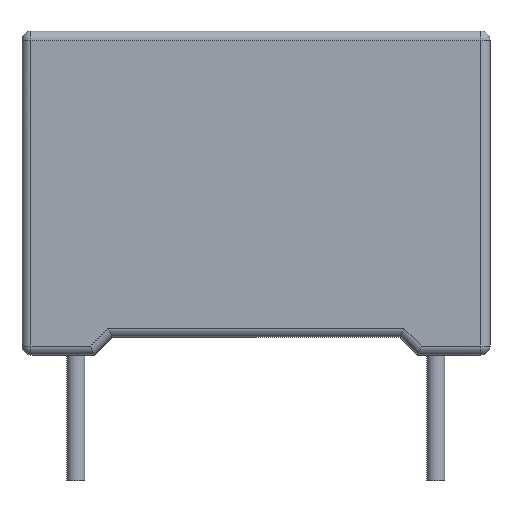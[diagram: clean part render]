
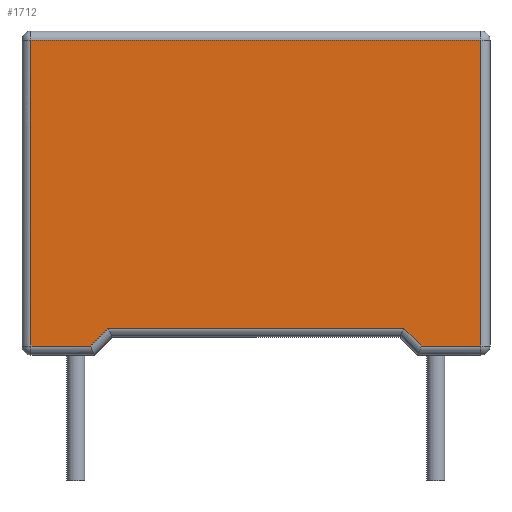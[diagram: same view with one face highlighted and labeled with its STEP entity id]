
A CAD part, front view. The second image highlights one B-rep face of the part: STEP entity #1712.
In plain terms, the highlighted planar face has unit normal (0, -1, 0).
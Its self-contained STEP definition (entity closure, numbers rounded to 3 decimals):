
#477 = EDGE_CURVE ( 'NONE', #4937, #4787, #694, .T. ) ;
#544 = DIRECTION ( 'NONE',  ( 0.7, 0., 0.714 ) ) ;
#694 = LINE ( 'NONE', #6956, #7717 ) ;
#827 = EDGE_CURVE ( 'NONE', #7311, #6354, #1816, .T. ) ;
#1001 = VECTOR ( 'NONE', #9418, 1000. ) ;
#1164 = EDGE_LOOP ( 'NONE', ( #6516, #8897, #5943, #4085, #7764, #4875, #8315, #8797 ) ) ;
#1198 = LINE ( 'NONE', #4414, #4841 ) ;
#1299 = PLANE ( 'NONE',  #4494 ) ;
#1348 = DIRECTION ( 'NONE',  ( 0., 0., 1. ) ) ;
#1394 = CARTESIAN_POINT ( 'NONE',  ( 0., 0., 0. ) ) ;
#1688 = CARTESIAN_POINT ( 'NONE',  ( 6.25, 0., -4.25 ) ) ;
#1712 = ADVANCED_FACE ( 'NONE', ( #2876 ), #1299, .F. ) ;
#1816 = LINE ( 'NONE', #6402, #1001 ) ;
#1830 = VERTEX_POINT ( 'NONE', #1688 ) ;
#2046 = CARTESIAN_POINT ( 'NONE',  ( 4.595, 0., -4.25 ) ) ;
#2101 = DIRECTION ( 'NONE',  ( 0., 1., 0. ) ) ;
#2166 = LINE ( 'NONE', #5291, #7627 ) ;
#2587 = CARTESIAN_POINT ( 'NONE',  ( 4.105, 0., -3.75 ) ) ;
#2876 = FACE_OUTER_BOUND ( 'NONE', #1164, .T. ) ;
#3046 = VECTOR ( 'NONE', #9569, 1000. ) ;
#3169 = CARTESIAN_POINT ( 'NONE',  ( 6.25, 0., 4.25 ) ) ;
#3442 = DIRECTION ( 'NONE',  ( 1., 0., 0. ) ) ;
#3785 = DIRECTION ( 'NONE',  ( 1., 0., 0. ) ) ;
#3906 = CARTESIAN_POINT ( 'NONE',  ( -6.25, 0., 4.25 ) ) ;
#4006 = CARTESIAN_POINT ( 'NONE',  ( -6.25, 0., -4.25 ) ) ;
#4085 = ORIENTED_EDGE ( 'NONE', *, *, #477, .T. ) ;
#4414 = CARTESIAN_POINT ( 'NONE',  ( 0., 0., -4.25 ) ) ;
#4494 = AXIS2_PLACEMENT_3D ( 'NONE', #1394, #2101, #1348 ) ;
#4783 = EDGE_CURVE ( 'NONE', #8550, #7616, #6564, .T. ) ;
#4787 = VERTEX_POINT ( 'NONE', #8220 ) ;
#4841 = VECTOR ( 'NONE', #3785, 1000. ) ;
#4875 = ORIENTED_EDGE ( 'NONE', *, *, #4783, .T. ) ;
#4937 = VERTEX_POINT ( 'NONE', #6810 ) ;
#4951 = EDGE_CURVE ( 'NONE', #1830, #9070, #2166, .T. ) ;
#5291 = CARTESIAN_POINT ( 'NONE',  ( 6.25, 0., 0. ) ) ;
#5943 = ORIENTED_EDGE ( 'NONE', *, *, #7830, .T. ) ;
#6279 = VECTOR ( 'NONE', #6500, 1000. ) ;
#6354 = VERTEX_POINT ( 'NONE', #4006 ) ;
#6396 = CARTESIAN_POINT ( 'NONE',  ( 0., 0., 4.25 ) ) ;
#6402 = CARTESIAN_POINT ( 'NONE',  ( -6.25, 0., 0. ) ) ;
#6500 = DIRECTION ( 'NONE',  ( -1., 0., 0. ) ) ;
#6516 = ORIENTED_EDGE ( 'NONE', *, *, #8827, .T. ) ;
#6564 = LINE ( 'NONE', #6662, #3046 ) ;
#6662 = CARTESIAN_POINT ( 'NONE',  ( 0.22, 0., 0.215 ) ) ;
#6745 = LINE ( 'NONE', #9009, #6913 ) ;
#6810 = CARTESIAN_POINT ( 'NONE',  ( -4.595, 0., -4.25 ) ) ;
#6913 = VECTOR ( 'NONE', #7486, 1000. ) ;
#6956 = CARTESIAN_POINT ( 'NONE',  ( -0.22, 0., 0.215 ) ) ;
#7311 = VERTEX_POINT ( 'NONE', #3906 ) ;
#7486 = DIRECTION ( 'NONE',  ( 1., 0., 0. ) ) ;
#7616 = VERTEX_POINT ( 'NONE', #2046 ) ;
#7627 = VECTOR ( 'NONE', #8268, 1000. ) ;
#7717 = VECTOR ( 'NONE', #544, 1000. ) ;
#7764 = ORIENTED_EDGE ( 'NONE', *, *, #9798, .T. ) ;
#7790 = LINE ( 'NONE', #8810, #9547 ) ;
#7830 = EDGE_CURVE ( 'NONE', #6354, #4937, #7790, .T. ) ;
#8035 = EDGE_CURVE ( 'NONE', #7616, #1830, #1198, .T. ) ;
#8220 = CARTESIAN_POINT ( 'NONE',  ( -4.105, 0., -3.75 ) ) ;
#8268 = DIRECTION ( 'NONE',  ( 0., 0., 1. ) ) ;
#8315 = ORIENTED_EDGE ( 'NONE', *, *, #8035, .T. ) ;
#8550 = VERTEX_POINT ( 'NONE', #2587 ) ;
#8797 = ORIENTED_EDGE ( 'NONE', *, *, #4951, .T. ) ;
#8810 = CARTESIAN_POINT ( 'NONE',  ( 0., 0., -4.25 ) ) ;
#8812 = LINE ( 'NONE', #6396, #6279 ) ;
#8827 = EDGE_CURVE ( 'NONE', #9070, #7311, #8812, .T. ) ;
#8897 = ORIENTED_EDGE ( 'NONE', *, *, #827, .T. ) ;
#9009 = CARTESIAN_POINT ( 'NONE',  ( 0., 0., -3.75 ) ) ;
#9070 = VERTEX_POINT ( 'NONE', #3169 ) ;
#9418 = DIRECTION ( 'NONE',  ( 0., 0., -1. ) ) ;
#9547 = VECTOR ( 'NONE', #3442, 1000. ) ;
#9569 = DIRECTION ( 'NONE',  ( 0.7, 0., -0.714 ) ) ;
#9798 = EDGE_CURVE ( 'NONE', #4787, #8550, #6745, .T. ) ;
